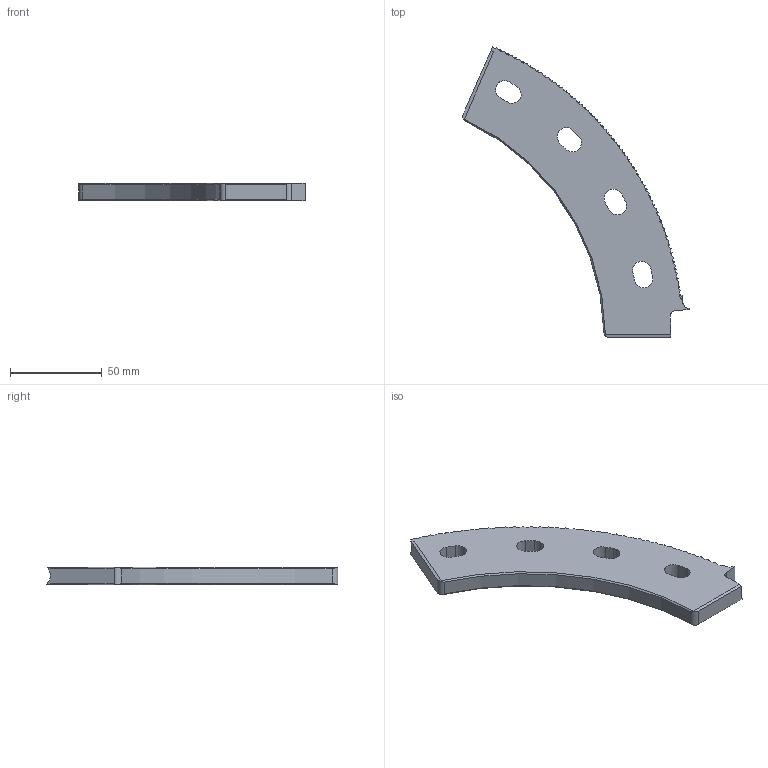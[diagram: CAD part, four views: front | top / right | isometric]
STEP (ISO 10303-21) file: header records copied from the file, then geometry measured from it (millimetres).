
FILE_DESCRIPTION (( 'STEP AP203' ), '1' );
FILE_NAME ('M971228-S.STEP', '2022-04-21T20:52:49', ( '' ), ( '' ), 'SwSTEP 2.0', 'SolidWorks 2020', '' );
FILE_SCHEMA (( 'CONFIG_CONTROL_DESIGN' ));
Length unit declared in the file: inch
Products named in the file (1): M971228-S
Bounding box: 123.39 x 159 x 9.51 mm (x, y, z)
Volume: 63962 mm3; surface area: 19623.3 mm2
Topology: 1 solids, 1 shells, 123 faces, 363 edges, 242 vertices
Faces by surface type: sphere 78, cylinder 28, plane 13, torus 2, cone 2
Entity records: 5549 total; most frequent: CARTESIAN_POINT 2155, DIRECTION 728, ORIENTED_EDGE 726, EDGE_CURVE 363, AXIS2_PLACEMENT_3D 337, VERTEX_POINT 242, CIRCLE 213, EDGE_LOOP 131
